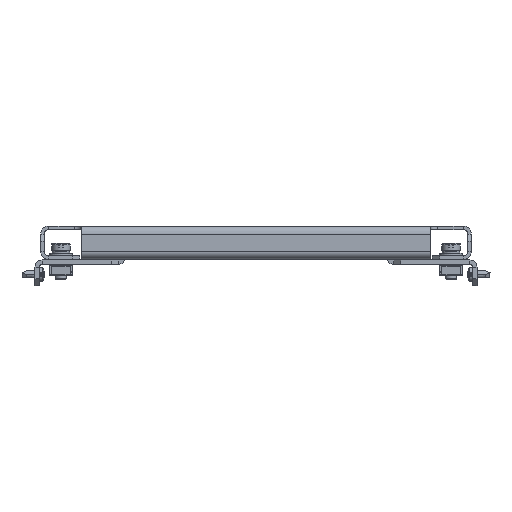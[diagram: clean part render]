
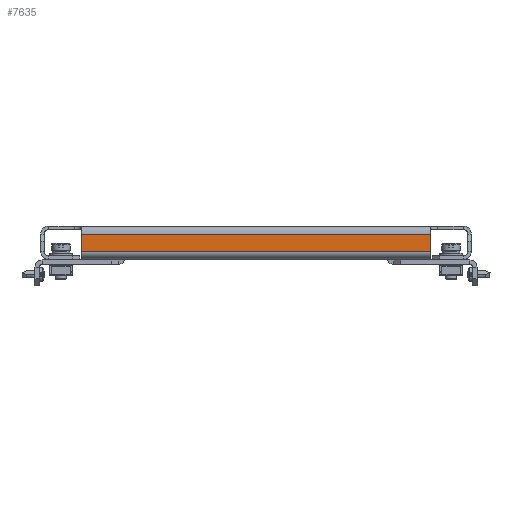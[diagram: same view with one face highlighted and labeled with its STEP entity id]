
A CAD part, front view. The second image highlights one B-rep face of the part: STEP entity #7635.
In plain terms, the highlighted planar face has unit normal (0, -1, 0).
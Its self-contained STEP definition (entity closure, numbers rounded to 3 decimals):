
#1390 = LINE ( 'NONE', #9398, #7134 ) ;
#1490 = EDGE_CURVE ( 'NONE', #4550, #8933, #6808, .T. ) ;
#1598 = EDGE_CURVE ( 'NONE', #5620, #10657, #1390, .T. ) ;
#1895 = CARTESIAN_POINT ( 'NONE',  ( -121.5, -499.5, -15. ) ) ;
#2033 = FACE_OUTER_BOUND ( 'NONE', #2539, .T. ) ;
#2309 = LINE ( 'NONE', #11757, #11752 ) ;
#2539 = EDGE_LOOP ( 'NONE', ( #7936, #9795, #6835, #4737 ) ) ;
#2702 = DIRECTION ( 'NONE',  ( 0., 0., 1. ) ) ;
#3094 = CARTESIAN_POINT ( 'NONE',  ( -121.5, -499.5, -15. ) ) ;
#3348 = DIRECTION ( 'NONE',  ( 0., 0., -1. ) ) ;
#4550 = VERTEX_POINT ( 'NONE', #11219 ) ;
#4737 = ORIENTED_EDGE ( 'NONE', *, *, #1598, .T. ) ;
#5620 = VERTEX_POINT ( 'NONE', #7294 ) ;
#5778 = CARTESIAN_POINT ( 'NONE',  ( 0., -499.5, 0. ) ) ;
#6634 = LINE ( 'NONE', #1895, #9530 ) ;
#6655 = PLANE ( 'NONE',  #9919 ) ;
#6808 = LINE ( 'NONE', #7832, #11171 ) ;
#6835 = ORIENTED_EDGE ( 'NONE', *, *, #13190, .F. ) ;
#7134 = VECTOR ( 'NONE', #3348, 1000. ) ;
#7294 = CARTESIAN_POINT ( 'NONE',  ( -121.5, -499.5, -3. ) ) ;
#7635 = ADVANCED_FACE ( 'NONE', ( #2033 ), #6655, .F. ) ;
#7674 = DIRECTION ( 'NONE',  ( 1., 0., 0. ) ) ;
#7791 = DIRECTION ( 'NONE',  ( 0., 0., 1. ) ) ;
#7832 = CARTESIAN_POINT ( 'NONE',  ( 121.5, -499.5, 0. ) ) ;
#7936 = ORIENTED_EDGE ( 'NONE', *, *, #10568, .T. ) ;
#8933 = VERTEX_POINT ( 'NONE', #9526 ) ;
#9398 = CARTESIAN_POINT ( 'NONE',  ( -121.5, -499.5, 0. ) ) ;
#9526 = CARTESIAN_POINT ( 'NONE',  ( 121.5, -499.5, -3. ) ) ;
#9530 = VECTOR ( 'NONE', #11086, 1000. ) ;
#9795 = ORIENTED_EDGE ( 'NONE', *, *, #1490, .T. ) ;
#9919 = AXIS2_PLACEMENT_3D ( 'NONE', #5778, #10850, #7791 ) ;
#10568 = EDGE_CURVE ( 'NONE', #10657, #4550, #6634, .T. ) ;
#10657 = VERTEX_POINT ( 'NONE', #3094 ) ;
#10850 = DIRECTION ( 'NONE',  ( 0., 1., 0. ) ) ;
#11086 = DIRECTION ( 'NONE',  ( 1., 0., 0. ) ) ;
#11171 = VECTOR ( 'NONE', #2702, 1000. ) ;
#11219 = CARTESIAN_POINT ( 'NONE',  ( 121.5, -499.5, -15. ) ) ;
#11752 = VECTOR ( 'NONE', #7674, 1000. ) ;
#11757 = CARTESIAN_POINT ( 'NONE',  ( 121.5, -499.5, -3. ) ) ;
#13190 = EDGE_CURVE ( 'NONE', #5620, #8933, #2309, .T. ) ;
